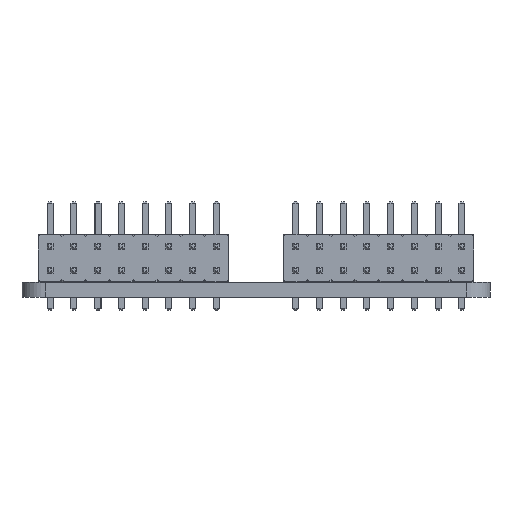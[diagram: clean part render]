
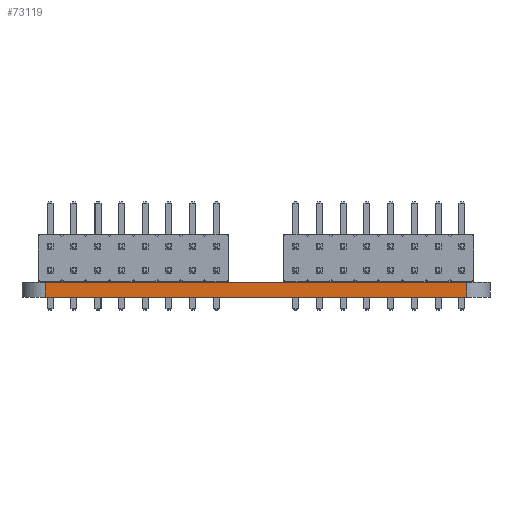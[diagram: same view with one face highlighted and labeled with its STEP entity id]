
A CAD part, left-side view. The second image highlights one B-rep face of the part: STEP entity #73119.
In plain terms, the highlighted planar face has unit normal (-1, 0, 0).
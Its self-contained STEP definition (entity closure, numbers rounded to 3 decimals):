
#66861 = PLANE('',#66862);
#66862 = AXIS2_PLACEMENT_3D('',#66863,#66864,#66865);
#66863 = CARTESIAN_POINT('',(150.,-105.,1.6));
#66864 = DIRECTION('',(0.,0.,1.));
#66865 = DIRECTION('',(1.,0.,0.));
#66916 = PLANE('',#66917);
#66917 = AXIS2_PLACEMENT_3D('',#66918,#66919,#66920);
#66918 = CARTESIAN_POINT('',(150.,-105.,0.));
#66919 = DIRECTION('',(0.,0.,1.));
#66920 = DIRECTION('',(1.,0.,0.));
#67025 = CYLINDRICAL_SURFACE('',#67026,2.5);
#67026 = AXIS2_PLACEMENT_3D('',#67027,#67028,#67029);
#67027 = CARTESIAN_POINT('',(102.5,-82.5,0.));
#67028 = DIRECTION('',(0.,0.,-1.));
#67029 = DIRECTION('',(1.,0.,0.));
#67086 = VERTEX_POINT('',#67087);
#67087 = CARTESIAN_POINT('',(100.,-82.5,0.));
#67109 = EDGE_CURVE('',#67110,#67086,#67112,.T.);
#67110 = VERTEX_POINT('',#67111);
#67111 = CARTESIAN_POINT('',(100.,-127.5,0.));
#67112 = SURFACE_CURVE('',#67113,(#67117,#67124),.PCURVE_S1.);
#67113 = LINE('',#67114,#67115);
#67114 = CARTESIAN_POINT('',(100.,-127.5,0.));
#67115 = VECTOR('',#67116,1.);
#67116 = DIRECTION('',(0.,1.,0.));
#67117 = PCURVE('',#66916,#67118);
#67118 = DEFINITIONAL_REPRESENTATION('',(#67119),#67123);
#67119 = LINE('',#67120,#67121);
#67120 = CARTESIAN_POINT('',(-50.,-22.5));
#67121 = VECTOR('',#67122,1.);
#67122 = DIRECTION('',(0.,1.));
#67123 = ( GEOMETRIC_REPRESENTATION_CONTEXT(2) 
PARAMETRIC_REPRESENTATION_CONTEXT() REPRESENTATION_CONTEXT('2D SPACE',''
  ) );
#67124 = PCURVE('',#67125,#67130);
#67125 = PLANE('',#67126);
#67126 = AXIS2_PLACEMENT_3D('',#67127,#67128,#67129);
#67127 = CARTESIAN_POINT('',(100.,-127.5,0.));
#67128 = DIRECTION('',(-1.,0.,0.));
#67129 = DIRECTION('',(0.,1.,0.));
#67130 = DEFINITIONAL_REPRESENTATION('',(#67131),#67135);
#67131 = LINE('',#67132,#67133);
#67132 = CARTESIAN_POINT('',(0.,0.));
#67133 = VECTOR('',#67134,1.);
#67134 = DIRECTION('',(1.,0.));
#67135 = ( GEOMETRIC_REPRESENTATION_CONTEXT(2) 
PARAMETRIC_REPRESENTATION_CONTEXT() REPRESENTATION_CONTEXT('2D SPACE',''
  ) );
#67154 = CYLINDRICAL_SURFACE('',#67155,2.5);
#67155 = AXIS2_PLACEMENT_3D('',#67156,#67157,#67158);
#67156 = CARTESIAN_POINT('',(102.5,-127.5,0.));
#67157 = DIRECTION('',(0.,0.,-1.));
#67158 = DIRECTION('',(1.,0.,0.));
#70323 = VERTEX_POINT('',#70324);
#70324 = CARTESIAN_POINT('',(100.,-82.5,1.6));
#70346 = EDGE_CURVE('',#70347,#70323,#70349,.T.);
#70347 = VERTEX_POINT('',#70348);
#70348 = CARTESIAN_POINT('',(100.,-127.5,1.6));
#70349 = SURFACE_CURVE('',#70350,(#70354,#70361),.PCURVE_S1.);
#70350 = LINE('',#70351,#70352);
#70351 = CARTESIAN_POINT('',(100.,-127.5,1.6));
#70352 = VECTOR('',#70353,1.);
#70353 = DIRECTION('',(0.,1.,0.));
#70354 = PCURVE('',#66861,#70355);
#70355 = DEFINITIONAL_REPRESENTATION('',(#70356),#70360);
#70356 = LINE('',#70357,#70358);
#70357 = CARTESIAN_POINT('',(-50.,-22.5));
#70358 = VECTOR('',#70359,1.);
#70359 = DIRECTION('',(0.,1.));
#70360 = ( GEOMETRIC_REPRESENTATION_CONTEXT(2) 
PARAMETRIC_REPRESENTATION_CONTEXT() REPRESENTATION_CONTEXT('2D SPACE',''
  ) );
#70361 = PCURVE('',#67125,#70362);
#70362 = DEFINITIONAL_REPRESENTATION('',(#70363),#70367);
#70363 = LINE('',#70364,#70365);
#70364 = CARTESIAN_POINT('',(0.,-1.6));
#70365 = VECTOR('',#70366,1.);
#70366 = DIRECTION('',(1.,0.));
#70367 = ( GEOMETRIC_REPRESENTATION_CONTEXT(2) 
PARAMETRIC_REPRESENTATION_CONTEXT() REPRESENTATION_CONTEXT('2D SPACE',''
  ) );
#73071 = EDGE_CURVE('',#67086,#70323,#73072,.T.);
#73072 = SURFACE_CURVE('',#73073,(#73077,#73084),.PCURVE_S1.);
#73073 = LINE('',#73074,#73075);
#73074 = CARTESIAN_POINT('',(100.,-82.5,0.));
#73075 = VECTOR('',#73076,1.);
#73076 = DIRECTION('',(0.,0.,1.));
#73077 = PCURVE('',#67025,#73078);
#73078 = DEFINITIONAL_REPRESENTATION('',(#73079),#73083);
#73079 = LINE('',#73080,#73081);
#73080 = CARTESIAN_POINT('',(-3.142,0.));
#73081 = VECTOR('',#73082,1.);
#73082 = DIRECTION('',(0.,-1.));
#73083 = ( GEOMETRIC_REPRESENTATION_CONTEXT(2) 
PARAMETRIC_REPRESENTATION_CONTEXT() REPRESENTATION_CONTEXT('2D SPACE',''
  ) );
#73084 = PCURVE('',#67125,#73085);
#73085 = DEFINITIONAL_REPRESENTATION('',(#73086),#73090);
#73086 = LINE('',#73087,#73088);
#73087 = CARTESIAN_POINT('',(45.,0.));
#73088 = VECTOR('',#73089,1.);
#73089 = DIRECTION('',(0.,-1.));
#73090 = ( GEOMETRIC_REPRESENTATION_CONTEXT(2) 
PARAMETRIC_REPRESENTATION_CONTEXT() REPRESENTATION_CONTEXT('2D SPACE',''
  ) );
#73119 = ADVANCED_FACE('',(#73120),#67125,.T.);
#73120 = FACE_BOUND('',#73121,.T.);
#73121 = EDGE_LOOP('',(#73122,#73143,#73144,#73145));
#73122 = ORIENTED_EDGE('',*,*,#73123,.T.);
#73123 = EDGE_CURVE('',#67110,#70347,#73124,.T.);
#73124 = SURFACE_CURVE('',#73125,(#73129,#73136),.PCURVE_S1.);
#73125 = LINE('',#73126,#73127);
#73126 = CARTESIAN_POINT('',(100.,-127.5,0.));
#73127 = VECTOR('',#73128,1.);
#73128 = DIRECTION('',(0.,0.,1.));
#73129 = PCURVE('',#67125,#73130);
#73130 = DEFINITIONAL_REPRESENTATION('',(#73131),#73135);
#73131 = LINE('',#73132,#73133);
#73132 = CARTESIAN_POINT('',(0.,0.));
#73133 = VECTOR('',#73134,1.);
#73134 = DIRECTION('',(0.,-1.));
#73135 = ( GEOMETRIC_REPRESENTATION_CONTEXT(2) 
PARAMETRIC_REPRESENTATION_CONTEXT() REPRESENTATION_CONTEXT('2D SPACE',''
  ) );
#73136 = PCURVE('',#67154,#73137);
#73137 = DEFINITIONAL_REPRESENTATION('',(#73138),#73142);
#73138 = LINE('',#73139,#73140);
#73139 = CARTESIAN_POINT('',(-3.142,0.));
#73140 = VECTOR('',#73141,1.);
#73141 = DIRECTION('',(0.,-1.));
#73142 = ( GEOMETRIC_REPRESENTATION_CONTEXT(2) 
PARAMETRIC_REPRESENTATION_CONTEXT() REPRESENTATION_CONTEXT('2D SPACE',''
  ) );
#73143 = ORIENTED_EDGE('',*,*,#70346,.T.);
#73144 = ORIENTED_EDGE('',*,*,#73071,.F.);
#73145 = ORIENTED_EDGE('',*,*,#67109,.F.);
